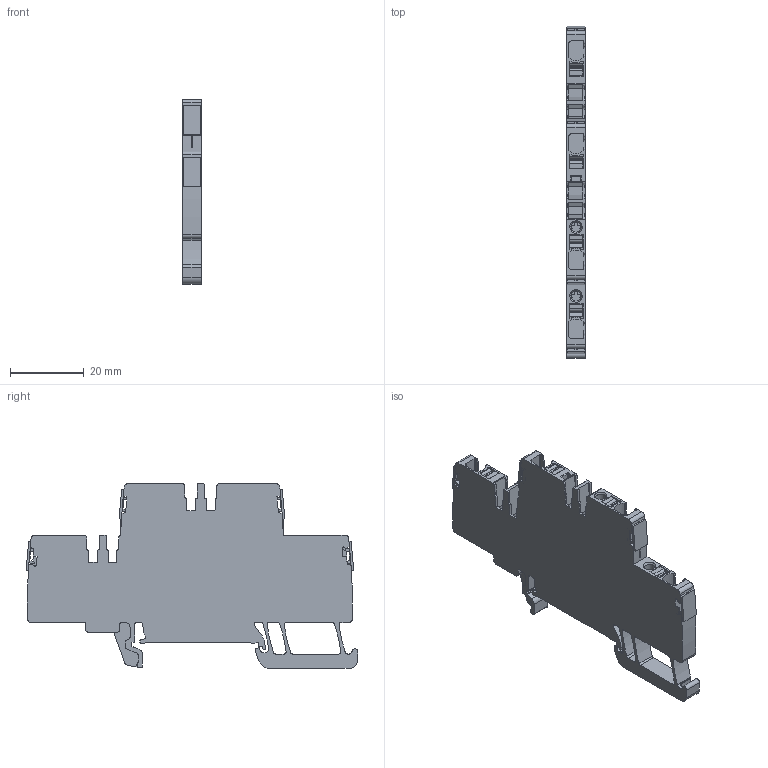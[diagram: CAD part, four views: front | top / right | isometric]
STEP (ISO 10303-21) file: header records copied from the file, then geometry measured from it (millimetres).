
FILE_DESCRIPTION(('CATIA V5R22 STEP214','CAx-IF Rec.Pracs.--- Model Styling and Organization---1.4--- 2014-01-23'),'2;1');
FILE_NAME ('1135645-1_1', '2019-07-03T04:57:23+00:00', ('Weidmueller Interface'), ('Weidmueller'), 'CATIA Version 5-6 Release 2016 SP3 HF44', 'CATIA V5 STEP AP214', 'none');
FILE_SCHEMA(('AUTOMOTIVE_DESIGN { 1 0 10303 214 1 1 1 1 }'));
Length unit declared in the file: millimetre
Products named in the file (1): 2675120000_A2T_2-5_DL_BL
Bounding box: 5.1 x 90.08 x 50.15 mm (x, y, z)
Volume: 13757.6 mm3; surface area: 10253.7 mm2
Topology: 9 solids, 9 shells, 866 faces, 2459 edges, 1630 vertices
Faces by surface type: plane 460, cylinder 326, extrusion 56, torus 20, cone 4
Entity records: 27732 total; most frequent: CARTESIAN_POINT 5980, ORIENTED_EDGE 4918, DIRECTION 3732, EDGE_CURVE 2459, VECTOR 1691, LINE 1635, VERTEX_POINT 1630, AXIS2_PLACEMENT_3D 1360
